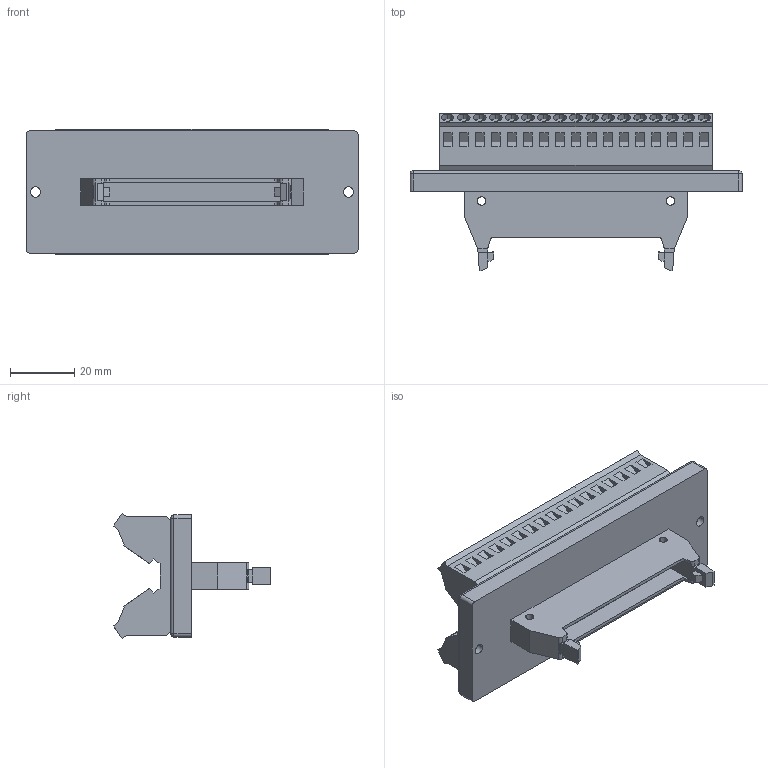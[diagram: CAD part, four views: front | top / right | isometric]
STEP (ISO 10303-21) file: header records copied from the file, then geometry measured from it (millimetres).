
FILE_DESCRIPTION(('SolidDesigner STEP Export'),'2;1');
FILE_NAME('2280268_DFLK_34-select.stp','2014-04-22T11:42:42',(''),(''),'Creo Elements/Direct Modeling STEP processor for AP214 (Solid Model)','Creo Elements/Direct Modeling 18.1B 29-Sep-2012 (C) Parametric Technology GmbH','');
FILE_SCHEMA(('AUTOMOTIVE_DESIGN { 1 0 10303 214 1 1 1 1 }'));
Length unit declared in the file: millimetre
Products named in the file (2): 2280268_DFLK_34-select
Assembly tree (1 placements, depth 2):
  2280268_DFLK_34-select
    2280268_DFLK_34-select
Bounding box: 103.4 x 49 x 39 mm (x, y, z)
Volume: 64818.1 mm3; surface area: 21877.6 mm2
Topology: 1 solids, 1 shells, 832 faces, 2058 edges, 1328 vertices
Faces by surface type: plane 728, cylinder 98, sphere 6
Entity records: 29844 total; most frequent: ORIENTED_EDGE 4104, CARTESIAN_POINT 3983, DIRECTION 3644, EDGE_CURVE 2052, VECTOR 1666, LINE 1666, VERTEX_POINT 1328, AXIS2_PLACEMENT_3D 989
